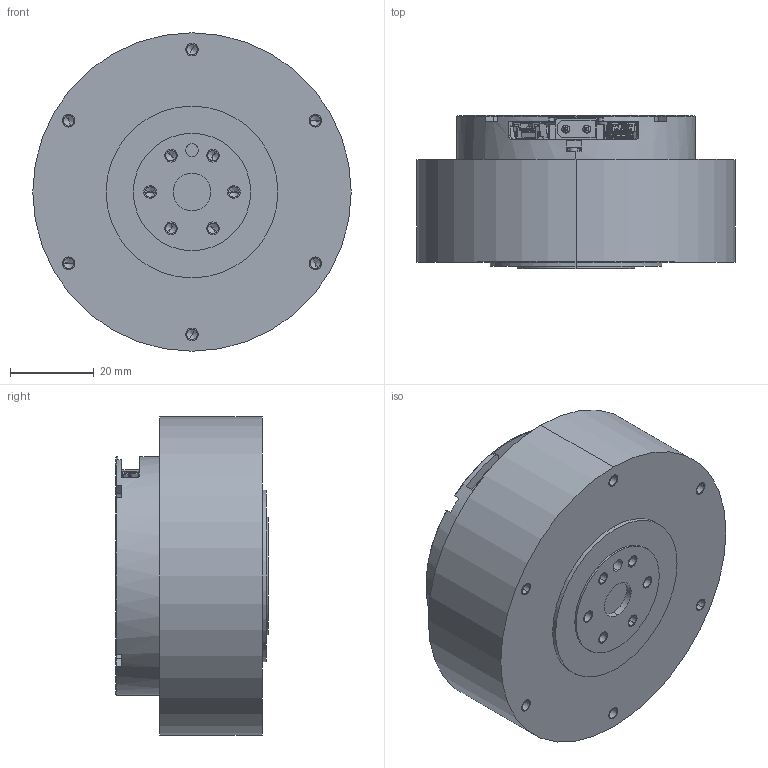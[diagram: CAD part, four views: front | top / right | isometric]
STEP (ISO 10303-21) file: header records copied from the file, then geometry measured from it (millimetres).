
FILE_DESCRIPTION((''),'2;1');
FILE_NAME('DM_6210_3D_20230507','2024-08-22T14:12:38',('005'),(''),'CREO PARAMETRIC BY PTC INC, 2020053','CREO PARAMETRIC BY PTC INC, 2020053','');
FILE_SCHEMA(('CONFIG_CONTROL_DESIGN'));
Length unit declared in the file: millimetre
Products named in the file (4): 6210_0001; DM_6210_3D; DM-6010-V2_1_1-221020A; DM_6210_3D_20230507
Assembly tree (3 placements, depth 2):
  DM_6210_3D_20230507
    6210_0001
    DM_6210_3D
    DM-6010-V2_1_1-221020A
Bounding box: 76 x 36.5 x 76 mm (x, y, z)
Volume: 118065.9 mm3; surface area: 31062.3 mm2
Topology: 2 solids, 21 shells, 1231 faces, 3295 edges, 2136 vertices
Faces by surface type: plane 806, cylinder 268, extrusion 77, cone 61, bspline 15, torus 4
Entity records: 41536 total; most frequent: CARTESIAN_POINT 10631, ORIENTED_EDGE 6426, DIRECTION 6103, EDGE_CURVE 3259, VECTOR 2469, LINE 2392, VERTEX_POINT 2136, AXIS2_PLACEMENT_3D 1817
